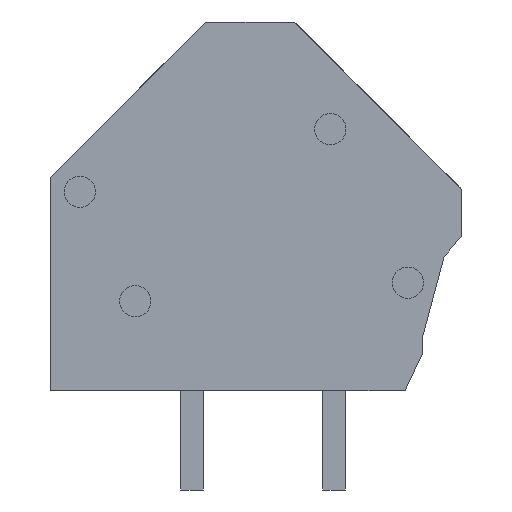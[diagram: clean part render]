
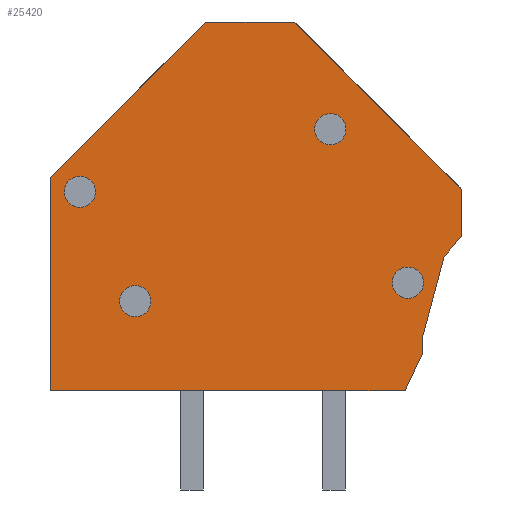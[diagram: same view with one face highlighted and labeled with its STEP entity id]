
A CAD part, left-side view. The second image highlights one B-rep face of the part: STEP entity #25420.
In plain terms, the highlighted planar face has unit normal (-1, 0, 0).
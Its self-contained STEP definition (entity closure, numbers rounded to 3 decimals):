
#25333=AXIS2_PLACEMENT_3D('Plane Axis2P3D',#25330,#25331,#25332) ;
#25350=AXIS2_PLACEMENT_3D('Circle Axis2P3D',#25348,#25349,$) ;
#25359=AXIS2_PLACEMENT_3D('Circle Axis2P3D',#25357,#25358,$) ;
#25368=AXIS2_PLACEMENT_3D('Circle Axis2P3D',#25366,#25367,$) ;
#25377=AXIS2_PLACEMENT_3D('Circle Axis2P3D',#25375,#25376,$) ;
#25386=AXIS2_PLACEMENT_3D('Circle Axis2P3D',#25384,#25385,$) ;
#25395=AXIS2_PLACEMENT_3D('Circle Axis2P3D',#25393,#25394,$) ;
#25404=AXIS2_PLACEMENT_3D('Circle Axis2P3D',#25402,#25403,$) ;
#25413=AXIS2_PLACEMENT_3D('Circle Axis2P3D',#25411,#25412,$) ;
#25005=CARTESIAN_POINT('Vertex',(0.7,2.,3.5)) ;
#25019=CARTESIAN_POINT('Vertex',(0.7,1.37,4.85)) ;
#25022=CARTESIAN_POINT('Line Origine',(0.7,1.685,4.175)) ;
#25050=CARTESIAN_POINT('Vertex',(0.7,1.37,5.45)) ;
#25053=CARTESIAN_POINT('Line Origine',(0.7,1.37,5.15)) ;
#25081=CARTESIAN_POINT('Vertex',(0.7,0.634,8.2)) ;
#25084=CARTESIAN_POINT('Line Origine',(0.7,1.002,6.825)) ;
#25112=CARTESIAN_POINT('Vertex',(0.7,0.,8.953)) ;
#25115=CARTESIAN_POINT('Line Origine',(0.7,0.317,8.577)) ;
#25143=CARTESIAN_POINT('Vertex',(0.7,0.,10.58)) ;
#25146=CARTESIAN_POINT('Line Origine',(0.7,0.,9.766)) ;
#25174=CARTESIAN_POINT('Vertex',(0.7,5.898,16.478)) ;
#25177=CARTESIAN_POINT('Line Origine',(0.7,2.949,13.529)) ;
#25205=CARTESIAN_POINT('Vertex',(0.7,9.022,16.478)) ;
#25208=CARTESIAN_POINT('Line Origine',(0.7,7.46,16.478)) ;
#25236=CARTESIAN_POINT('Vertex',(0.7,14.5,11.)) ;
#25239=CARTESIAN_POINT('Line Origine',(0.7,11.761,13.739)) ;
#25267=CARTESIAN_POINT('Vertex',(0.7,14.5,3.5)) ;
#25270=CARTESIAN_POINT('Line Origine',(0.7,14.5,7.25)) ;
#25298=CARTESIAN_POINT('Vertex',(0.7,12.7,3.5)) ;
#25301=CARTESIAN_POINT('Line Origine',(0.7,13.6,3.5)) ;
#25318=CARTESIAN_POINT('Line Origine',(0.7,7.35,3.5)) ;
#25330=CARTESIAN_POINT('Axis2P3D Location',(0.7,0.,0.)) ;
#25348=CARTESIAN_POINT('Axis2P3D Location',(0.7,13.45,10.5)) ;
#25352=CARTESIAN_POINT('Vertex',(0.7,12.9,10.5)) ;
#25354=CARTESIAN_POINT('Vertex',(0.7,14.,10.5)) ;
#25357=CARTESIAN_POINT('Axis2P3D Location',(0.7,13.45,10.5)) ;
#25366=CARTESIAN_POINT('Axis2P3D Location',(0.7,4.632,12.707)) ;
#25370=CARTESIAN_POINT('Vertex',(0.7,4.082,12.707)) ;
#25372=CARTESIAN_POINT('Vertex',(0.7,5.182,12.707)) ;
#25375=CARTESIAN_POINT('Axis2P3D Location',(0.7,4.632,12.707)) ;
#25384=CARTESIAN_POINT('Axis2P3D Location',(0.7,11.5,6.65)) ;
#25388=CARTESIAN_POINT('Vertex',(0.7,10.95,6.65)) ;
#25390=CARTESIAN_POINT('Vertex',(0.7,12.05,6.65)) ;
#25393=CARTESIAN_POINT('Axis2P3D Location',(0.7,11.5,6.65)) ;
#25402=CARTESIAN_POINT('Axis2P3D Location',(0.7,1.9,7.3)) ;
#25406=CARTESIAN_POINT('Vertex',(0.7,1.35,7.3)) ;
#25408=CARTESIAN_POINT('Vertex',(0.7,2.45,7.3)) ;
#25411=CARTESIAN_POINT('Axis2P3D Location',(0.7,1.9,7.3)) ;
#25023=DIRECTION('Vector Direction',(0.,-0.423,0.906)) ;
#25054=DIRECTION('Vector Direction',(0.,0.,1.)) ;
#25085=DIRECTION('Vector Direction',(0.,-0.259,0.966)) ;
#25116=DIRECTION('Vector Direction',(0.,-0.644,0.765)) ;
#25147=DIRECTION('Vector Direction',(0.,0.,-1.)) ;
#25178=DIRECTION('Vector Direction',(0.,0.707,0.707)) ;
#25209=DIRECTION('Vector Direction',(0.,-1.,0.)) ;
#25240=DIRECTION('Vector Direction',(0.,-0.707,0.707)) ;
#25271=DIRECTION('Vector Direction',(0.,0.,-1.)) ;
#25302=DIRECTION('Vector Direction',(0.,-1.,0.)) ;
#25319=DIRECTION('Vector Direction',(0.,-1.,0.)) ;
#25331=DIRECTION('Axis2P3D Direction',(-1.,0.,0.)) ;
#25332=DIRECTION('Axis2P3D XDirection',(0.,-1.,0.)) ;
#25349=DIRECTION('Axis2P3D Direction',(-1.,0.,0.)) ;
#25358=DIRECTION('Axis2P3D Direction',(-1.,0.,0.)) ;
#25367=DIRECTION('Axis2P3D Direction',(-1.,0.,0.)) ;
#25376=DIRECTION('Axis2P3D Direction',(-1.,0.,0.)) ;
#25385=DIRECTION('Axis2P3D Direction',(-1.,0.,0.)) ;
#25394=DIRECTION('Axis2P3D Direction',(-1.,0.,0.)) ;
#25403=DIRECTION('Axis2P3D Direction',(-1.,0.,0.)) ;
#25412=DIRECTION('Axis2P3D Direction',(-1.,0.,0.)) ;
#25024=VECTOR('Line Direction',#25023,1.) ;
#25055=VECTOR('Line Direction',#25054,1.) ;
#25086=VECTOR('Line Direction',#25085,1.) ;
#25117=VECTOR('Line Direction',#25116,1.) ;
#25148=VECTOR('Line Direction',#25147,1.) ;
#25179=VECTOR('Line Direction',#25178,1.) ;
#25210=VECTOR('Line Direction',#25209,1.) ;
#25241=VECTOR('Line Direction',#25240,1.) ;
#25272=VECTOR('Line Direction',#25271,1.) ;
#25303=VECTOR('Line Direction',#25302,1.) ;
#25320=VECTOR('Line Direction',#25319,1.) ;
#25336=ORIENTED_EDGE('',*,*,#25026,.T.) ;
#25337=ORIENTED_EDGE('',*,*,#25057,.T.) ;
#25338=ORIENTED_EDGE('',*,*,#25088,.T.) ;
#25339=ORIENTED_EDGE('',*,*,#25119,.T.) ;
#25340=ORIENTED_EDGE('',*,*,#25150,.T.) ;
#25341=ORIENTED_EDGE('',*,*,#25181,.T.) ;
#25342=ORIENTED_EDGE('',*,*,#25212,.T.) ;
#25343=ORIENTED_EDGE('',*,*,#25243,.T.) ;
#25344=ORIENTED_EDGE('',*,*,#25274,.T.) ;
#25345=ORIENTED_EDGE('',*,*,#25305,.T.) ;
#25346=ORIENTED_EDGE('',*,*,#25322,.T.) ;
#25363=ORIENTED_EDGE('',*,*,#25356,.F.) ;
#25364=ORIENTED_EDGE('',*,*,#25361,.F.) ;
#25381=ORIENTED_EDGE('',*,*,#25374,.F.) ;
#25382=ORIENTED_EDGE('',*,*,#25379,.F.) ;
#25399=ORIENTED_EDGE('',*,*,#25392,.F.) ;
#25400=ORIENTED_EDGE('',*,*,#25397,.F.) ;
#25417=ORIENTED_EDGE('',*,*,#25410,.F.) ;
#25418=ORIENTED_EDGE('',*,*,#25415,.F.) ;
#25365=FACE_BOUND('',#25362,.T.) ;
#25383=FACE_BOUND('',#25380,.T.) ;
#25401=FACE_BOUND('',#25398,.T.) ;
#25419=FACE_BOUND('',#25416,.T.) ;
#25420=ADVANCED_FACE('End plate_LMZF.1\\Hauptkoerper',(#25347,#25365,#25383,#25401,#25419),#25334,.T.) ;
#25351=CIRCLE('generated circle',#25350,0.55) ;
#25360=CIRCLE('generated circle',#25359,0.55) ;
#25369=CIRCLE('generated circle',#25368,0.55) ;
#25378=CIRCLE('generated circle',#25377,0.55) ;
#25387=CIRCLE('generated circle',#25386,0.55) ;
#25396=CIRCLE('generated circle',#25395,0.55) ;
#25405=CIRCLE('generated circle',#25404,0.55) ;
#25414=CIRCLE('generated circle',#25413,0.55) ;
#25026=EDGE_CURVE('',#25006,#25020,#25025,.T.) ;
#25057=EDGE_CURVE('',#25020,#25051,#25056,.T.) ;
#25088=EDGE_CURVE('',#25051,#25082,#25087,.T.) ;
#25119=EDGE_CURVE('',#25082,#25113,#25118,.T.) ;
#25150=EDGE_CURVE('',#25113,#25144,#25149,.F.) ;
#25181=EDGE_CURVE('',#25144,#25175,#25180,.T.) ;
#25212=EDGE_CURVE('',#25175,#25206,#25211,.F.) ;
#25243=EDGE_CURVE('',#25206,#25237,#25242,.F.) ;
#25274=EDGE_CURVE('',#25237,#25268,#25273,.T.) ;
#25305=EDGE_CURVE('',#25268,#25299,#25304,.T.) ;
#25322=EDGE_CURVE('',#25299,#25006,#25321,.T.) ;
#25356=EDGE_CURVE('',#25353,#25355,#25351,.T.) ;
#25361=EDGE_CURVE('',#25355,#25353,#25360,.T.) ;
#25374=EDGE_CURVE('',#25371,#25373,#25369,.T.) ;
#25379=EDGE_CURVE('',#25373,#25371,#25378,.T.) ;
#25392=EDGE_CURVE('',#25389,#25391,#25387,.T.) ;
#25397=EDGE_CURVE('',#25391,#25389,#25396,.T.) ;
#25410=EDGE_CURVE('',#25407,#25409,#25405,.T.) ;
#25415=EDGE_CURVE('',#25409,#25407,#25414,.T.) ;
#25335=EDGE_LOOP('',(#25336,#25337,#25338,#25339,#25340,#25341,#25342,#25343,#25344,#25345,#25346)) ;
#25362=EDGE_LOOP('',(#25363,#25364)) ;
#25380=EDGE_LOOP('',(#25381,#25382)) ;
#25398=EDGE_LOOP('',(#25399,#25400)) ;
#25416=EDGE_LOOP('',(#25417,#25418)) ;
#25347=FACE_OUTER_BOUND('',#25335,.T.) ;
#25025=LINE('Line',#25022,#25024) ;
#25056=LINE('Line',#25053,#25055) ;
#25087=LINE('Line',#25084,#25086) ;
#25118=LINE('Line',#25115,#25117) ;
#25149=LINE('Line',#25146,#25148) ;
#25180=LINE('Line',#25177,#25179) ;
#25211=LINE('Line',#25208,#25210) ;
#25242=LINE('Line',#25239,#25241) ;
#25273=LINE('Line',#25270,#25272) ;
#25304=LINE('Line',#25301,#25303) ;
#25321=LINE('Line',#25318,#25320) ;
#25334=PLANE('',#25333) ;
#25006=VERTEX_POINT('',#25005) ;
#25020=VERTEX_POINT('',#25019) ;
#25051=VERTEX_POINT('',#25050) ;
#25082=VERTEX_POINT('',#25081) ;
#25113=VERTEX_POINT('',#25112) ;
#25144=VERTEX_POINT('',#25143) ;
#25175=VERTEX_POINT('',#25174) ;
#25206=VERTEX_POINT('',#25205) ;
#25237=VERTEX_POINT('',#25236) ;
#25268=VERTEX_POINT('',#25267) ;
#25299=VERTEX_POINT('',#25298) ;
#25353=VERTEX_POINT('',#25352) ;
#25355=VERTEX_POINT('',#25354) ;
#25371=VERTEX_POINT('',#25370) ;
#25373=VERTEX_POINT('',#25372) ;
#25389=VERTEX_POINT('',#25388) ;
#25391=VERTEX_POINT('',#25390) ;
#25407=VERTEX_POINT('',#25406) ;
#25409=VERTEX_POINT('',#25408) ;
